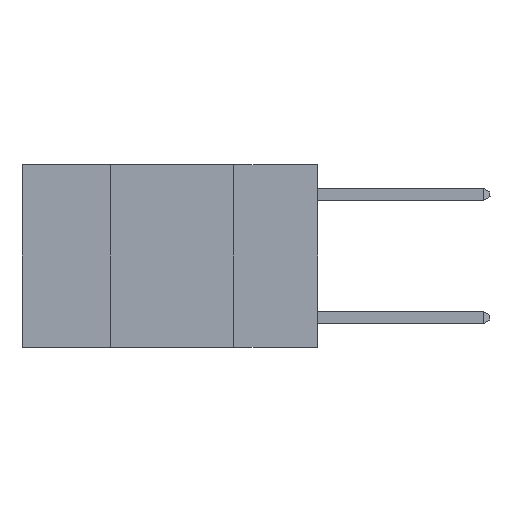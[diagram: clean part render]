
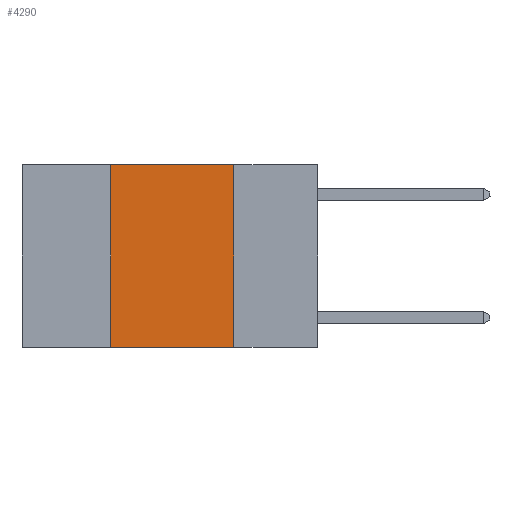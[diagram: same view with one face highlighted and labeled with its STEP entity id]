
A CAD part, left-side view. The second image highlights one B-rep face of the part: STEP entity #4290.
In plain terms, the highlighted planar face has unit normal (-1, 0, 0).
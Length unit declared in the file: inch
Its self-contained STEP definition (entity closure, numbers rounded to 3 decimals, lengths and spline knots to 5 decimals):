
#12 = DIRECTION ( 'NONE',  ( 1., 0., 0. ) ) ;
#251 = EDGE_CURVE ( 'NONE', #6241, #4144, #4401, .T. ) ;
#663 = VECTOR ( 'NONE', #2225, 39.37008 ) ;
#857 = FACE_OUTER_BOUND ( 'NONE', #8016, .T. ) ;
#1161 = EDGE_CURVE ( 'NONE', #7660, #4144, #6069, .T. ) ;
#1825 = CARTESIAN_POINT ( 'NONE',  ( 0., 0.6, 0. ) ) ;
#2225 = DIRECTION ( 'NONE',  ( 0., -1., 0. ) ) ;
#2232 = VERTEX_POINT ( 'NONE', #7233 ) ;
#2243 = VECTOR ( 'NONE', #8231, 39.37008 ) ;
#2500 = CARTESIAN_POINT ( 'NONE',  ( 0., 0.6, 0. ) ) ;
#2688 = VECTOR ( 'NONE', #5213, 39.37008 ) ;
#3217 = ORIENTED_EDGE ( 'NONE', *, *, #1161, .F. ) ;
#3317 = AXIS2_PLACEMENT_3D ( 'NONE', #2500, #12, #10306 ) ;
#3893 = PLANE ( 'NONE',  #3317 ) ;
#4144 = VERTEX_POINT ( 'NONE', #5720 ) ;
#4250 = DIRECTION ( 'NONE',  ( 0., 0., -1. ) ) ;
#4290 = ADVANCED_FACE ( 'NONE', ( #857 ), #3893, .F. ) ;
#4401 = LINE ( 'NONE', #6910, #663 ) ;
#5213 = DIRECTION ( 'NONE',  ( 0., 0., 1. ) ) ;
#5377 = ORIENTED_EDGE ( 'NONE', *, *, #251, .T. ) ;
#5608 = CARTESIAN_POINT ( 'NONE',  ( 0., 0.17, 0. ) ) ;
#5618 = EDGE_CURVE ( 'NONE', #6241, #2232, #6793, .T. ) ;
#5720 = CARTESIAN_POINT ( 'NONE',  ( 0., 0.17, -0.37 ) ) ;
#6000 = CARTESIAN_POINT ( 'NONE',  ( 0., 0.42, 0. ) ) ;
#6069 = LINE ( 'NONE', #6812, #8036 ) ;
#6241 = VERTEX_POINT ( 'NONE', #7902 ) ;
#6264 = ORIENTED_EDGE ( 'NONE', *, *, #7474, .F. ) ;
#6793 = LINE ( 'NONE', #6000, #2688 ) ;
#6812 = CARTESIAN_POINT ( 'NONE',  ( 0., 0.17, 0. ) ) ;
#6910 = CARTESIAN_POINT ( 'NONE',  ( 0., 0.6, -0.37 ) ) ;
#7233 = CARTESIAN_POINT ( 'NONE',  ( 0., 0.42, 0. ) ) ;
#7474 = EDGE_CURVE ( 'NONE', #2232, #7660, #9808, .T. ) ;
#7660 = VERTEX_POINT ( 'NONE', #5608 ) ;
#7902 = CARTESIAN_POINT ( 'NONE',  ( 0., 0.42, -0.37 ) ) ;
#8016 = EDGE_LOOP ( 'NONE', ( #3217, #6264, #9885, #5377 ) ) ;
#8036 = VECTOR ( 'NONE', #4250, 39.37008 ) ;
#8231 = DIRECTION ( 'NONE',  ( 0., -1., 0. ) ) ;
#9808 = LINE ( 'NONE', #1825, #2243 ) ;
#9885 = ORIENTED_EDGE ( 'NONE', *, *, #5618, .F. ) ;
#10306 = DIRECTION ( 'NONE',  ( 0., 0., -1. ) ) ;
